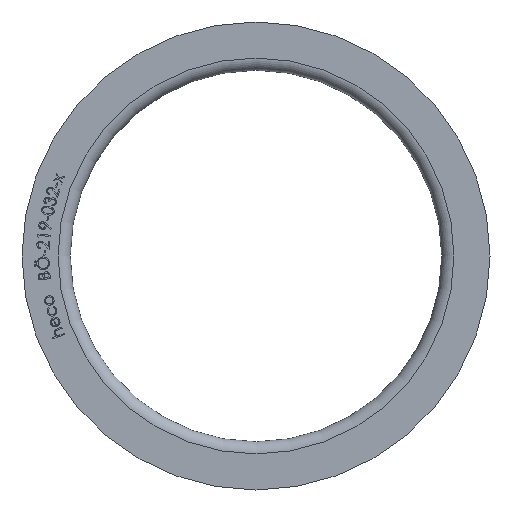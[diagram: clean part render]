
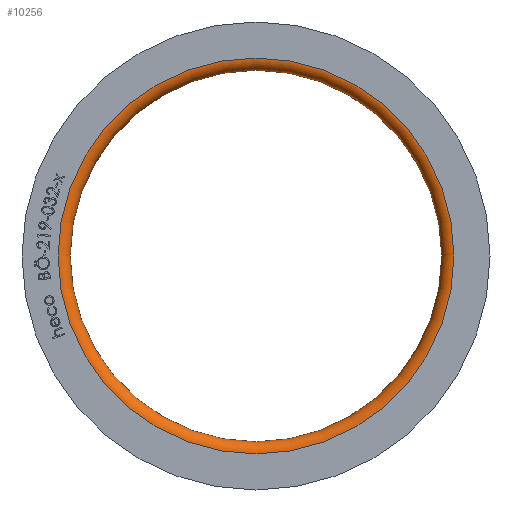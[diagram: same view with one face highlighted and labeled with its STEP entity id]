
A CAD part, left-side view. The second image highlights one B-rep face of the part: STEP entity #10256.
In plain terms, the highlighted toroidal (fillet/blend) face has major radius 113.35 mm and minor radius 7 mm.
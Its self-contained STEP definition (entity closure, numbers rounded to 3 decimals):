
#292 = CARTESIAN_POINT ( 'NONE',  ( 7., 0., 0. ) ) ;
#1299 = CARTESIAN_POINT ( 'NONE',  ( 7., 0., 0. ) ) ;
#1432 = FACE_OUTER_BOUND ( 'NONE', #6688, .T. ) ;
#1527 = CIRCLE ( 'NONE', #12820, 106.35 ) ;
#2159 = EDGE_CURVE ( 'NONE', #10384, #10384, #11167, .T. ) ;
#2346 = EDGE_LOOP ( 'NONE', ( #14772 ) ) ;
#2701 = DIRECTION ( 'NONE',  ( 0., 0., 1. ) ) ;
#3682 = DIRECTION ( 'NONE',  ( 0., 0., 1. ) ) ;
#4491 = DIRECTION ( 'NONE',  ( -1., 0., 0. ) ) ;
#4796 = CARTESIAN_POINT ( 'NONE',  ( 7., 0., 106.35 ) ) ;
#5615 = CARTESIAN_POINT ( 'NONE',  ( 0., 0., 0. ) ) ;
#5783 = DIRECTION ( 'NONE',  ( -1., 0., 0. ) ) ;
#6276 = EDGE_CURVE ( 'NONE', #7221, #7221, #1527, .T. ) ;
#6310 = CARTESIAN_POINT ( 'NONE',  ( 0., 0., 113.35 ) ) ;
#6688 = EDGE_LOOP ( 'NONE', ( #7533 ) ) ;
#7221 = VERTEX_POINT ( 'NONE', #4796 ) ;
#7533 = ORIENTED_EDGE ( 'NONE', *, *, #6276, .F. ) ;
#8313 = TOROIDAL_SURFACE ( 'NONE', #12153, 113.35, 7. ) ;
#10256 = ADVANCED_FACE ( 'NONE', ( #1432, #10671 ), #8313, .T. ) ;
#10384 = VERTEX_POINT ( 'NONE', #6310 ) ;
#10671 = FACE_OUTER_BOUND ( 'NONE', #2346, .T. ) ;
#11167 = CIRCLE ( 'NONE', #13084, 113.35 ) ;
#12153 = AXIS2_PLACEMENT_3D ( 'NONE', #292, #14047, #2701 ) ;
#12820 = AXIS2_PLACEMENT_3D ( 'NONE', #1299, #5783, #3682 ) ;
#13084 = AXIS2_PLACEMENT_3D ( 'NONE', #5615, #4491, #13682 ) ;
#13682 = DIRECTION ( 'NONE',  ( 0., 0., 1. ) ) ;
#14047 = DIRECTION ( 'NONE',  ( -1., 0., 0. ) ) ;
#14772 = ORIENTED_EDGE ( 'NONE', *, *, #2159, .T. ) ;
